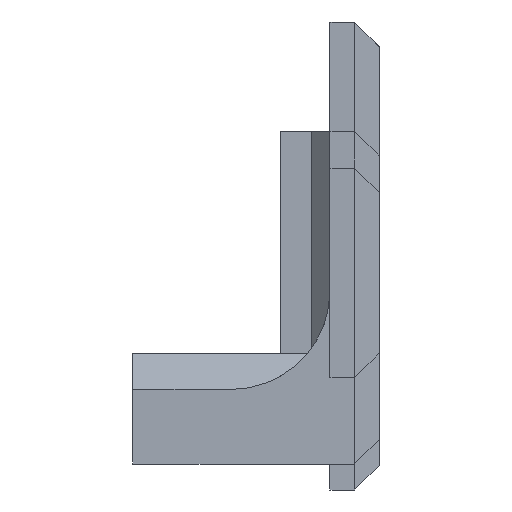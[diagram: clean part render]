
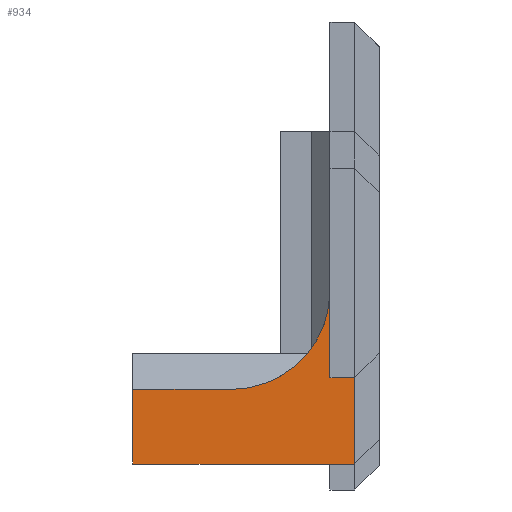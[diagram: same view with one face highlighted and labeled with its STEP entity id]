
A CAD part, front view. The second image highlights one B-rep face of the part: STEP entity #934.
In plain terms, the highlighted planar face has unit normal (0, -1, 0).
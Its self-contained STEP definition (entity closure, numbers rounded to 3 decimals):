
#26=PLANE('',#1009);
#76=CIRCLE('',#1005,2.);
#106=ORIENTED_EDGE('',*,*,#374,.T.);
#107=ORIENTED_EDGE('',*,*,#376,.T.);
#108=ORIENTED_EDGE('',*,*,#377,.F.);
#109=ORIENTED_EDGE('',*,*,#378,.F.);
#110=ORIENTED_EDGE('',*,*,#365,.T.);
#111=ORIENTED_EDGE('',*,*,#379,.F.);
#112=ORIENTED_EDGE('',*,*,#380,.T.);
#365=EDGE_CURVE('',#501,#500,#76,.F.);
#374=EDGE_CURVE('',#510,#509,#586,.T.);
#376=EDGE_CURVE('',#509,#511,#588,.T.);
#377=EDGE_CURVE('',#512,#511,#589,.T.);
#378=EDGE_CURVE('',#501,#512,#590,.T.);
#379=EDGE_CURVE('',#513,#500,#591,.T.);
#380=EDGE_CURVE('',#513,#510,#592,.T.);
#500=VERTEX_POINT('',#1342);
#501=VERTEX_POINT('',#1344);
#509=VERTEX_POINT('',#1362);
#510=VERTEX_POINT('',#1364);
#511=VERTEX_POINT('',#1368);
#512=VERTEX_POINT('',#1370);
#513=VERTEX_POINT('',#1373);
#586=LINE('',#1363,#710);
#588=LINE('',#1367,#712);
#589=LINE('',#1369,#713);
#590=LINE('',#1371,#714);
#591=LINE('',#1372,#715);
#592=LINE('',#1374,#716);
#710=VECTOR('',#1098,1000.);
#712=VECTOR('',#1102,1000.);
#713=VECTOR('',#1103,1000.);
#714=VECTOR('',#1104,1000.);
#715=VECTOR('',#1105,1000.);
#716=VECTOR('',#1106,1000.);
#825=EDGE_LOOP('',(#106,#107,#108,#109,#110,#111,#112));
#878=FACE_BOUND('',#825,.T.);
#934=ADVANCED_FACE('',(#878),#26,.T.);
#1005=AXIS2_PLACEMENT_3D('',#1343,#1083,#1084);
#1009=AXIS2_PLACEMENT_3D('',#1366,#1100,#1101);
#1083=DIRECTION('',(0.,-1.,0.));
#1084=DIRECTION('',(1.,0.,0.));
#1098=DIRECTION('',(1.,0.,0.));
#1100=DIRECTION('',(0.,-1.,0.));
#1101=DIRECTION('',(1.,0.,0.));
#1102=DIRECTION('',(0.,0.,1.));
#1103=DIRECTION('',(1.,0.,0.));
#1104=DIRECTION('',(0.,0.,-1.));
#1105=DIRECTION('',(1.,0.,0.));
#1106=DIRECTION('',(0.,0.,-1.));
#1342=CARTESIAN_POINT('',(-17.704,110.472,105.597));
#1343=CARTESIAN_POINT('',(-17.704,110.472,107.597));
#1344=CARTESIAN_POINT('',(-15.704,110.472,107.597));
#1362=CARTESIAN_POINT('',(-15.204,110.472,104.084));
#1363=CARTESIAN_POINT('',(-15.704,110.472,104.084));
#1364=CARTESIAN_POINT('',(-19.704,110.472,104.084));
#1366=CARTESIAN_POINT('',(-15.704,110.472,105.709));
#1367=CARTESIAN_POINT('',(-15.204,110.472,105.709));
#1368=CARTESIAN_POINT('',(-15.204,110.472,105.848));
#1369=CARTESIAN_POINT('',(-15.704,110.472,105.848));
#1370=CARTESIAN_POINT('',(-15.704,110.472,105.848));
#1371=CARTESIAN_POINT('',(-15.704,110.472,0.));
#1372=CARTESIAN_POINT('',(-18.162,110.472,105.597));
#1373=CARTESIAN_POINT('',(-19.704,110.472,105.597));
#1374=CARTESIAN_POINT('',(-19.704,110.472,105.722));
